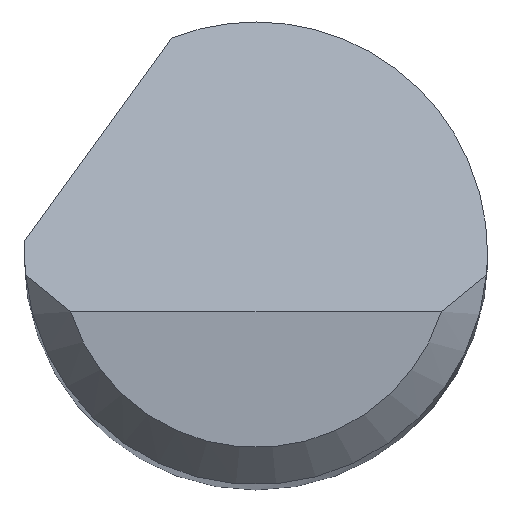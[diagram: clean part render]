
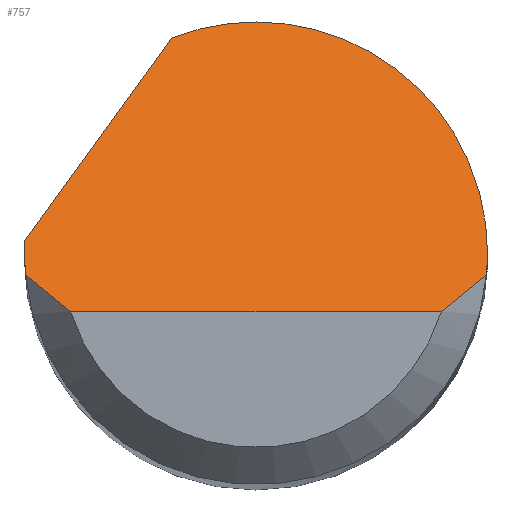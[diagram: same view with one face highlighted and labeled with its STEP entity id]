
A CAD part, top view. The second image highlights one B-rep face of the part: STEP entity #757.
In plain terms, the highlighted planar face has unit normal (0, 0.707, 0.707).
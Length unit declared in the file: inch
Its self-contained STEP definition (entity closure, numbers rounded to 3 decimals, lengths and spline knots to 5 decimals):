
#5 = B_SPLINE_CURVE_WITH_KNOTS ( 'NONE', 3,
 ( #762, #377, #681, #558 ),
 .UNSPECIFIED., .F., .F.,
 ( 4, 4 ),
 ( 0., 0.00071 ),
 .UNSPECIFIED. ) ;
#16 = VERTEX_POINT ( 'NONE', #712 ) ;
#33 = CARTESIAN_POINT ( 'NONE',  ( 0., -0.02375, 2. ) ) ;
#71 = VERTEX_POINT ( 'NONE', #671 ) ;
#77 = EDGE_CURVE ( 'NONE', #163, #258, #674, .T. ) ;
#80 = ORIENTED_EDGE ( 'NONE', *, *, #765, .F. ) ;
#83 = CARTESIAN_POINT ( 'NONE',  ( -0.11014, -0.01781, 1.99406 ) ) ;
#104 = CARTESIAN_POINT ( 'NONE',  ( -0.09362, 0.005, 1.97125 ) ) ;
#112 = AXIS2_PLACEMENT_3D ( 'NONE', #217, #353, #590 ) ;
#146 = CARTESIAN_POINT ( 'NONE',  ( 0.09375, 0., 1.97625 ) ) ;
#163 = VERTEX_POINT ( 'NONE', #428 ) ;
#177 = ORIENTED_EDGE ( 'NONE', *, *, #533, .F. ) ;
#196 = ORIENTED_EDGE ( 'NONE', *, *, #450, .F. ) ;
#200 =( BOUNDED_CURVE ( )  B_SPLINE_CURVE ( 3, ( #354, #602, #739, #664 ),
 .UNSPECIFIED., .F., .T. ) 
 B_SPLINE_CURVE_WITH_KNOTS ( ( 4, 4 ),
 ( 4.61892, 4.71239 ),
 .UNSPECIFIED. ) 
 CURVE ( )  GEOMETRIC_REPRESENTATION_ITEM ( )  RATIONAL_B_SPLINE_CURVE ( ( 1., 0.999, 0.999, 1. ) ) 
 REPRESENTATION_ITEM ( '' )  );
#201 = CARTESIAN_POINT ( 'NONE',  ( 0.09375, 0., 1.97625 ) ) ;
#204 = EDGE_LOOP ( 'NONE', ( #527, #680, #687, #80, #736, #177, #196, #835 ) ) ;
#217 = CARTESIAN_POINT ( 'NONE',  ( -0.09375, -0.02375, 2. ) ) ;
#220 = VECTOR ( 'NONE', #485, 39.37008 ) ;
#234 = CARTESIAN_POINT ( 'NONE',  ( -0.09375, 0.00167, 1.97458 ) ) ;
#258 = VERTEX_POINT ( 'NONE', #714 ) ;
#274 = CARTESIAN_POINT ( 'NONE',  ( 0.09361, -0.00584, 1.98209 ) ) ;
#301 = VERTEX_POINT ( 'NONE', #703 ) ;
#306 = CARTESIAN_POINT ( 'NONE',  ( -0.07508, -0.02375, 2. ) ) ;
#309 = VERTEX_POINT ( 'NONE', #772 ) ;
#325 = VECTOR ( 'NONE', #804, 39.37008 ) ;
#353 = DIRECTION ( 'NONE',  ( 0., -0.707, -0.707 ) ) ;
#354 = CARTESIAN_POINT ( 'NONE',  ( -0.09334, -0.00875, 1.985 ) ) ;
#377 = CARTESIAN_POINT ( 'NONE',  ( -0.08761, -0.01397, 1.99022 ) ) ;
#384 =( BOUNDED_CURVE ( )  B_SPLINE_CURVE ( 3, ( #469, #482, #803, #201 ),
 .UNSPECIFIED., .F., .T. ) 
 B_SPLINE_CURVE_WITH_KNOTS ( ( 4, 4 ),
 ( 5.91277, 7.85398 ),
 .UNSPECIFIED. ) 
 CURVE ( )  GEOMETRIC_REPRESENTATION_ITEM ( )  RATIONAL_B_SPLINE_CURVE ( ( 1., 0.71, 0.71, 1. ) ) 
 REPRESENTATION_ITEM ( '' )  );
#389 = EDGE_CURVE ( 'NONE', #490, #16, #808, .T. ) ;
#406 = PLANE ( 'NONE',  #112 ) ;
#412 = EDGE_CURVE ( 'NONE', #794, #301, #603, .T. ) ;
#428 = CARTESIAN_POINT ( 'NONE',  ( -0.09362, 0.005, 1.97125 ) ) ;
#450 = EDGE_CURVE ( 'NONE', #71, #309, #200, .T. ) ;
#459 = B_SPLINE_CURVE_WITH_KNOTS ( 'NONE', 3,
 ( #587, #579, #643, #713 ),
 .UNSPECIFIED., .F., .F.,
 ( 4, 4 ),
 ( 0., 0.00071 ),
 .UNSPECIFIED. ) ;
#469 = CARTESIAN_POINT ( 'NONE',  ( -0.03394, 0.08739, 1.88886 ) ) ;
#482 = CARTESIAN_POINT ( 'NONE',  ( 0.03379, 0.11369, 1.86256 ) ) ;
#485 = DIRECTION ( 'NONE',  ( 0.456, 0.629, -0.629 ) ) ;
#488 = CARTESIAN_POINT ( 'NONE',  ( 0.09375, -0.00292, 1.97917 ) ) ;
#490 = VERTEX_POINT ( 'NONE', #306 ) ;
#527 = ORIENTED_EDGE ( 'NONE', *, *, #389, .T. ) ;
#533 = EDGE_CURVE ( 'NONE', #309, #163, #698, .T. ) ;
#546 = FACE_OUTER_BOUND ( 'NONE', #204, .T. ) ;
#547 = CARTESIAN_POINT ( 'NONE',  ( 0.09375, 0., 1.97625 ) ) ;
#549 = EDGE_CURVE ( 'NONE', #71, #490, #5, .T. ) ;
#558 = CARTESIAN_POINT ( 'NONE',  ( -0.07508, -0.02375, 2. ) ) ;
#579 = CARTESIAN_POINT ( 'NONE',  ( 0.08157, -0.019, 1.99525 ) ) ;
#587 = CARTESIAN_POINT ( 'NONE',  ( 0.07508, -0.02375, 2. ) ) ;
#590 = DIRECTION ( 'NONE',  ( 0., 0.707, -0.707 ) ) ;
#602 = CARTESIAN_POINT ( 'NONE',  ( -0.09361, -0.00584, 1.98209 ) ) ;
#603 =( BOUNDED_CURVE ( )  B_SPLINE_CURVE ( 3, ( #547, #488, #274, #728 ),
 .UNSPECIFIED., .F., .T. ) 
 B_SPLINE_CURVE_WITH_KNOTS ( ( 4, 4 ),
 ( 1.5708, 1.66427 ),
 .UNSPECIFIED. ) 
 CURVE ( )  GEOMETRIC_REPRESENTATION_ITEM ( )  RATIONAL_B_SPLINE_CURVE ( ( 1., 0.999, 0.999, 1. ) ) 
 REPRESENTATION_ITEM ( '' )  );
#621 = EDGE_CURVE ( 'NONE', #16, #301, #459, .T. ) ;
#643 = CARTESIAN_POINT ( 'NONE',  ( 0.08761, -0.01397, 1.99022 ) ) ;
#664 = CARTESIAN_POINT ( 'NONE',  ( -0.09375, 0., 1.97625 ) ) ;
#671 = CARTESIAN_POINT ( 'NONE',  ( -0.09334, -0.00875, 1.985 ) ) ;
#674 = LINE ( 'NONE', #83, #220 ) ;
#680 = ORIENTED_EDGE ( 'NONE', *, *, #621, .T. ) ;
#681 = CARTESIAN_POINT ( 'NONE',  ( -0.08157, -0.019, 1.99525 ) ) ;
#687 = ORIENTED_EDGE ( 'NONE', *, *, #412, .F. ) ;
#698 =( BOUNDED_CURVE ( )  B_SPLINE_CURVE ( 3, ( #826, #234, #821, #104 ),
 .UNSPECIFIED., .F., .T. ) 
 B_SPLINE_CURVE_WITH_KNOTS ( ( 4, 4 ),
 ( 4.71239, 4.76575 ),
 .UNSPECIFIED. ) 
 CURVE ( )  GEOMETRIC_REPRESENTATION_ITEM ( )  RATIONAL_B_SPLINE_CURVE ( ( 1., 1., 1., 1. ) ) 
 REPRESENTATION_ITEM ( '' )  );
#703 = CARTESIAN_POINT ( 'NONE',  ( 0.09334, -0.00875, 1.985 ) ) ;
#712 = CARTESIAN_POINT ( 'NONE',  ( 0.07508, -0.02375, 2. ) ) ;
#713 = CARTESIAN_POINT ( 'NONE',  ( 0.09334, -0.00875, 1.985 ) ) ;
#714 = CARTESIAN_POINT ( 'NONE',  ( -0.03394, 0.08739, 1.88886 ) ) ;
#728 = CARTESIAN_POINT ( 'NONE',  ( 0.09334, -0.00875, 1.985 ) ) ;
#736 = ORIENTED_EDGE ( 'NONE', *, *, #77, .F. ) ;
#739 = CARTESIAN_POINT ( 'NONE',  ( -0.09375, -0.00292, 1.97917 ) ) ;
#757 = ADVANCED_FACE ( 'NONE', ( #546 ), #406, .F. ) ;
#762 = CARTESIAN_POINT ( 'NONE',  ( -0.09334, -0.00875, 1.985 ) ) ;
#765 = EDGE_CURVE ( 'NONE', #258, #794, #384, .T. ) ;
#772 = CARTESIAN_POINT ( 'NONE',  ( -0.09375, 0., 1.97625 ) ) ;
#794 = VERTEX_POINT ( 'NONE', #146 ) ;
#803 = CARTESIAN_POINT ( 'NONE',  ( 0.09375, 0.07266, 1.90359 ) ) ;
#804 = DIRECTION ( 'NONE',  ( 1., 0., 0. ) ) ;
#808 = LINE ( 'NONE', #33, #325 ) ;
#821 = CARTESIAN_POINT ( 'NONE',  ( -0.09371, 0.00333, 1.97292 ) ) ;
#826 = CARTESIAN_POINT ( 'NONE',  ( -0.09375, 0., 1.97625 ) ) ;
#835 = ORIENTED_EDGE ( 'NONE', *, *, #549, .T. ) ;
